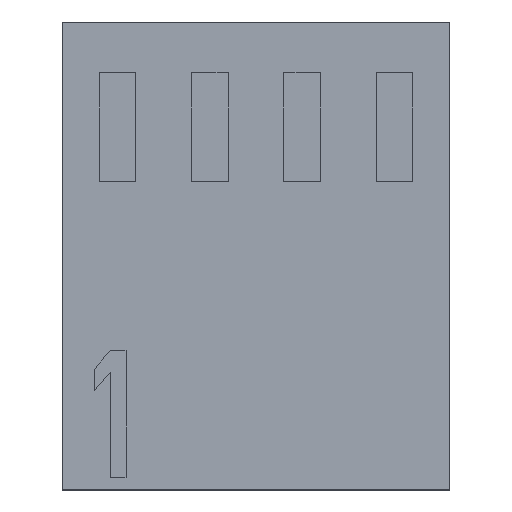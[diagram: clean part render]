
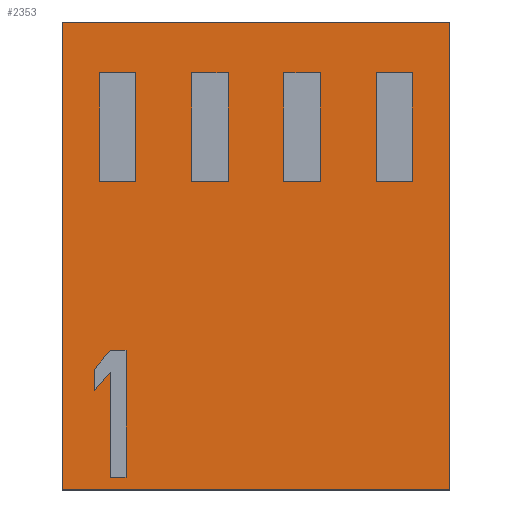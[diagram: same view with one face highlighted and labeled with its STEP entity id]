
A CAD part, top view. The second image highlights one B-rep face of the part: STEP entity #2353.
In plain terms, the highlighted planar face has unit normal (0, 0, 1).
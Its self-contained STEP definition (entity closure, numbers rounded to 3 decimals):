
#23=FACE_BOUND('',#172,.T.);
#24=FACE_BOUND('',#173,.T.);
#25=FACE_BOUND('',#174,.T.);
#26=FACE_BOUND('',#175,.T.);
#27=FACE_BOUND('',#176,.T.);
#43=FACE_OUTER_BOUND('',#171,.T.);
#171=EDGE_LOOP('',(#1676,#1677,#1678,#1679));
#172=EDGE_LOOP('',(#1680,#1681,#1682,#1683,#1684,#1685,#1686));
#173=EDGE_LOOP('',(#1687,#1688,#1689,#1690));
#174=EDGE_LOOP('',(#1691,#1692,#1693,#1694));
#175=EDGE_LOOP('',(#1695,#1696,#1697,#1698));
#176=EDGE_LOOP('',(#1699,#1700,#1701,#1702));
#306=LINE('',#3239,#649);
#334=LINE('',#3296,#677);
#336=LINE('',#3300,#679);
#386=LINE('',#3399,#729);
#387=LINE('',#3403,#730);
#388=LINE('',#3405,#731);
#389=LINE('',#3407,#732);
#390=LINE('',#3409,#733);
#391=LINE('',#3411,#734);
#392=LINE('',#3413,#735);
#393=LINE('',#3414,#736);
#394=LINE('',#3417,#737);
#395=LINE('',#3419,#738);
#396=LINE('',#3421,#739);
#397=LINE('',#3422,#740);
#398=LINE('',#3425,#741);
#399=LINE('',#3427,#742);
#400=LINE('',#3429,#743);
#401=LINE('',#3430,#744);
#402=LINE('',#3433,#745);
#403=LINE('',#3435,#746);
#404=LINE('',#3437,#747);
#405=LINE('',#3438,#748);
#406=LINE('',#3441,#749);
#407=LINE('',#3443,#750);
#408=LINE('',#3445,#751);
#409=LINE('',#3446,#752);
#649=VECTOR('',#2638,10.7);
#677=VECTOR('',#2682,12.9);
#679=VECTOR('',#2686,10.7);
#729=VECTOR('',#2738,12.9);
#730=VECTOR('',#2741,3.5);
#731=VECTOR('',#2742,0.438);
#732=VECTOR('',#2743,2.904);
#733=VECTOR('',#2744,0.681);
#734=VECTOR('',#2745,0.596);
#735=VECTOR('',#2746,0.681);
#736=VECTOR('',#2747,0.438);
#737=VECTOR('',#2748,3.);
#738=VECTOR('',#2749,1.);
#739=VECTOR('',#2750,3.);
#740=VECTOR('',#2751,1.);
#741=VECTOR('',#2752,3.);
#742=VECTOR('',#2753,1.);
#743=VECTOR('',#2754,3.);
#744=VECTOR('',#2755,1.);
#745=VECTOR('',#2756,3.);
#746=VECTOR('',#2757,1.);
#747=VECTOR('',#2758,3.);
#748=VECTOR('',#2759,1.);
#749=VECTOR('',#2760,3.);
#750=VECTOR('',#2761,1.);
#751=VECTOR('',#2762,3.);
#752=VECTOR('',#2763,1.);
#987=VERTEX_POINT('',#3236);
#988=VERTEX_POINT('',#3238);
#1009=VERTEX_POINT('',#3295);
#1010=VERTEX_POINT('',#3299);
#1059=VERTEX_POINT('',#3401);
#1060=VERTEX_POINT('',#3402);
#1061=VERTEX_POINT('',#3404);
#1062=VERTEX_POINT('',#3406);
#1063=VERTEX_POINT('',#3408);
#1064=VERTEX_POINT('',#3410);
#1065=VERTEX_POINT('',#3412);
#1066=VERTEX_POINT('',#3415);
#1067=VERTEX_POINT('',#3416);
#1068=VERTEX_POINT('',#3418);
#1069=VERTEX_POINT('',#3420);
#1070=VERTEX_POINT('',#3423);
#1071=VERTEX_POINT('',#3424);
#1072=VERTEX_POINT('',#3426);
#1073=VERTEX_POINT('',#3428);
#1074=VERTEX_POINT('',#3431);
#1075=VERTEX_POINT('',#3432);
#1076=VERTEX_POINT('',#3434);
#1077=VERTEX_POINT('',#3436);
#1078=VERTEX_POINT('',#3439);
#1079=VERTEX_POINT('',#3440);
#1080=VERTEX_POINT('',#3442);
#1081=VERTEX_POINT('',#3444);
#1214=EDGE_CURVE('',#988,#987,#306,.T.);
#1242=EDGE_CURVE('',#1009,#988,#334,.T.);
#1244=EDGE_CURVE('',#1010,#1009,#336,.T.);
#1294=EDGE_CURVE('',#987,#1010,#386,.T.);
#1295=EDGE_CURVE('',#1059,#1060,#387,.T.);
#1296=EDGE_CURVE('',#1061,#1059,#388,.T.);
#1297=EDGE_CURVE('',#1062,#1061,#389,.T.);
#1298=EDGE_CURVE('',#1063,#1062,#390,.T.);
#1299=EDGE_CURVE('',#1064,#1063,#391,.T.);
#1300=EDGE_CURVE('',#1065,#1064,#392,.T.);
#1301=EDGE_CURVE('',#1060,#1065,#393,.T.);
#1302=EDGE_CURVE('',#1066,#1067,#394,.T.);
#1303=EDGE_CURVE('',#1068,#1066,#395,.T.);
#1304=EDGE_CURVE('',#1069,#1068,#396,.T.);
#1305=EDGE_CURVE('',#1067,#1069,#397,.T.);
#1306=EDGE_CURVE('',#1070,#1071,#398,.T.);
#1307=EDGE_CURVE('',#1072,#1070,#399,.T.);
#1308=EDGE_CURVE('',#1073,#1072,#400,.T.);
#1309=EDGE_CURVE('',#1071,#1073,#401,.T.);
#1310=EDGE_CURVE('',#1074,#1075,#402,.T.);
#1311=EDGE_CURVE('',#1076,#1074,#403,.T.);
#1312=EDGE_CURVE('',#1077,#1076,#404,.T.);
#1313=EDGE_CURVE('',#1075,#1077,#405,.T.);
#1314=EDGE_CURVE('',#1078,#1079,#406,.T.);
#1315=EDGE_CURVE('',#1080,#1078,#407,.T.);
#1316=EDGE_CURVE('',#1081,#1080,#408,.T.);
#1317=EDGE_CURVE('',#1079,#1081,#409,.T.);
#1676=ORIENTED_EDGE('',*,*,#1294,.T.);
#1677=ORIENTED_EDGE('',*,*,#1244,.T.);
#1678=ORIENTED_EDGE('',*,*,#1242,.T.);
#1679=ORIENTED_EDGE('',*,*,#1214,.T.);
#1680=ORIENTED_EDGE('',*,*,#1295,.F.);
#1681=ORIENTED_EDGE('',*,*,#1296,.F.);
#1682=ORIENTED_EDGE('',*,*,#1297,.F.);
#1683=ORIENTED_EDGE('',*,*,#1298,.F.);
#1684=ORIENTED_EDGE('',*,*,#1299,.F.);
#1685=ORIENTED_EDGE('',*,*,#1300,.F.);
#1686=ORIENTED_EDGE('',*,*,#1301,.F.);
#1687=ORIENTED_EDGE('',*,*,#1302,.F.);
#1688=ORIENTED_EDGE('',*,*,#1303,.F.);
#1689=ORIENTED_EDGE('',*,*,#1304,.F.);
#1690=ORIENTED_EDGE('',*,*,#1305,.F.);
#1691=ORIENTED_EDGE('',*,*,#1306,.F.);
#1692=ORIENTED_EDGE('',*,*,#1307,.F.);
#1693=ORIENTED_EDGE('',*,*,#1308,.F.);
#1694=ORIENTED_EDGE('',*,*,#1309,.F.);
#1695=ORIENTED_EDGE('',*,*,#1310,.F.);
#1696=ORIENTED_EDGE('',*,*,#1311,.F.);
#1697=ORIENTED_EDGE('',*,*,#1312,.F.);
#1698=ORIENTED_EDGE('',*,*,#1313,.F.);
#1699=ORIENTED_EDGE('',*,*,#1314,.F.);
#1700=ORIENTED_EDGE('',*,*,#1315,.F.);
#1701=ORIENTED_EDGE('',*,*,#1316,.F.);
#1702=ORIENTED_EDGE('',*,*,#1317,.F.);
#2233=PLANE('',#2496);
#2353=ADVANCED_FACE('',(#43,#23,#24,#25,#26,#27),#2233,.T.);
#2496=AXIS2_PLACEMENT_3D('',#3400,#2739,#2740);
#2638=DIRECTION('',(-1.,0.,0.));
#2682=DIRECTION('',(0.,1.,0.));
#2686=DIRECTION('',(1.,0.,0.));
#2738=DIRECTION('',(0.,-1.,0.));
#2739=DIRECTION('center_axis',(0.,0.,1.));
#2740=DIRECTION('ref_axis',(1.,0.,0.));
#2741=DIRECTION('',(0.,1.,0.));
#2742=DIRECTION('',(1.,0.,0.));
#2743=DIRECTION('',(0.,-1.,0.));
#2744=DIRECTION('',(0.643,0.766,0.));
#2745=DIRECTION('',(0.,-1.,0.));
#2746=DIRECTION('',(-0.643,-0.766,0.));
#2747=DIRECTION('',(-1.,0.,0.));
#2748=DIRECTION('',(0.,-1.,0.));
#2749=DIRECTION('',(-1.,0.,0.));
#2750=DIRECTION('',(0.,1.,0.));
#2751=DIRECTION('',(1.,0.,0.));
#2752=DIRECTION('',(0.,-1.,0.));
#2753=DIRECTION('',(-1.,0.,0.));
#2754=DIRECTION('',(0.,1.,0.));
#2755=DIRECTION('',(1.,0.,0.));
#2756=DIRECTION('',(0.,-1.,0.));
#2757=DIRECTION('',(-1.,0.,0.));
#2758=DIRECTION('',(0.,1.,0.));
#2759=DIRECTION('',(1.,0.,0.));
#2760=DIRECTION('',(0.,-1.,0.));
#2761=DIRECTION('',(-1.,0.,0.));
#2762=DIRECTION('',(0.,1.,0.));
#2763=DIRECTION('',(1.,0.,0.));
#3236=CARTESIAN_POINT('',(-5.35,0.,5.));
#3238=CARTESIAN_POINT('',(5.35,0.,5.));
#3239=CARTESIAN_POINT('',(5.35,0.,5.));
#3295=CARTESIAN_POINT('',(5.35,-12.9,5.));
#3296=CARTESIAN_POINT('',(5.35,-12.9,5.));
#3299=CARTESIAN_POINT('',(-5.35,-12.9,5.));
#3300=CARTESIAN_POINT('',(-5.35,-12.9,5.));
#3399=CARTESIAN_POINT('',(-5.35,0.,5.));
#3400=CARTESIAN_POINT('Origin',(0.,0.,5.));
#3401=CARTESIAN_POINT('',(-3.585,-12.56,5.));
#3402=CARTESIAN_POINT('',(-3.585,-9.06,5.));
#3403=CARTESIAN_POINT('',(-3.585,-12.56,5.));
#3404=CARTESIAN_POINT('',(-4.023,-12.56,5.));
#3405=CARTESIAN_POINT('',(-4.023,-12.56,5.));
#3406=CARTESIAN_POINT('',(-4.023,-9.656,5.));
#3407=CARTESIAN_POINT('',(-4.023,-9.656,5.));
#3408=CARTESIAN_POINT('',(-4.46,-10.177,5.));
#3409=CARTESIAN_POINT('',(-4.46,-10.177,5.));
#3410=CARTESIAN_POINT('',(-4.46,-9.581,5.));
#3411=CARTESIAN_POINT('',(-4.46,-9.581,5.));
#3412=CARTESIAN_POINT('',(-4.023,-9.06,5.));
#3413=CARTESIAN_POINT('',(-4.023,-9.06,5.));
#3414=CARTESIAN_POINT('',(-3.585,-9.06,5.));
#3415=CARTESIAN_POINT('',(-4.31,-1.4,5.));
#3416=CARTESIAN_POINT('',(-4.31,-4.4,5.));
#3417=CARTESIAN_POINT('',(-4.31,-1.4,5.));
#3418=CARTESIAN_POINT('',(-3.31,-1.4,5.));
#3419=CARTESIAN_POINT('',(-3.31,-1.4,5.));
#3420=CARTESIAN_POINT('',(-3.31,-4.4,5.));
#3421=CARTESIAN_POINT('',(-3.31,-4.4,5.));
#3422=CARTESIAN_POINT('',(-4.31,-4.4,5.));
#3423=CARTESIAN_POINT('',(-1.77,-1.4,5.));
#3424=CARTESIAN_POINT('',(-1.77,-4.4,5.));
#3425=CARTESIAN_POINT('',(-1.77,-1.4,5.));
#3426=CARTESIAN_POINT('',(-0.77,-1.4,5.));
#3427=CARTESIAN_POINT('',(-0.77,-1.4,5.));
#3428=CARTESIAN_POINT('',(-0.77,-4.4,5.));
#3429=CARTESIAN_POINT('',(-0.77,-4.4,5.));
#3430=CARTESIAN_POINT('',(-1.77,-4.4,5.));
#3431=CARTESIAN_POINT('',(0.77,-1.4,5.));
#3432=CARTESIAN_POINT('',(0.77,-4.4,5.));
#3433=CARTESIAN_POINT('',(0.77,-1.4,5.));
#3434=CARTESIAN_POINT('',(1.77,-1.4,5.));
#3435=CARTESIAN_POINT('',(1.77,-1.4,5.));
#3436=CARTESIAN_POINT('',(1.77,-4.4,5.));
#3437=CARTESIAN_POINT('',(1.77,-4.4,5.));
#3438=CARTESIAN_POINT('',(0.77,-4.4,5.));
#3439=CARTESIAN_POINT('',(3.31,-1.4,5.));
#3440=CARTESIAN_POINT('',(3.31,-4.4,5.));
#3441=CARTESIAN_POINT('',(3.31,-1.4,5.));
#3442=CARTESIAN_POINT('',(4.31,-1.4,5.));
#3443=CARTESIAN_POINT('',(4.31,-1.4,5.));
#3444=CARTESIAN_POINT('',(4.31,-4.4,5.));
#3445=CARTESIAN_POINT('',(4.31,-4.4,5.));
#3446=CARTESIAN_POINT('',(3.31,-4.4,5.));
